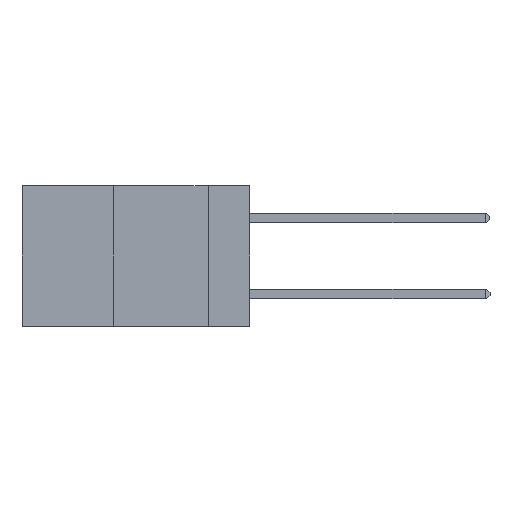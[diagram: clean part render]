
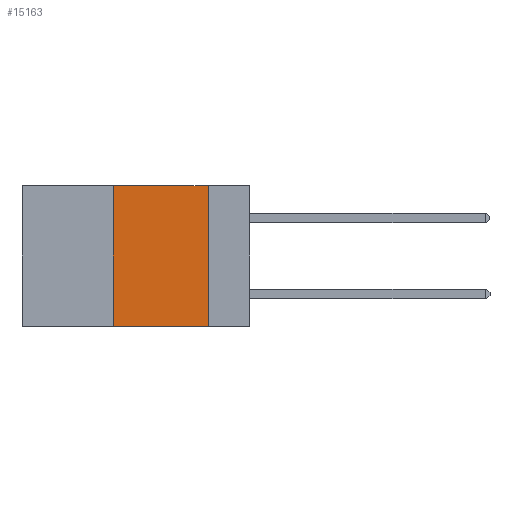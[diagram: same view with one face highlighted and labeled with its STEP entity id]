
A CAD part, left-side view. The second image highlights one B-rep face of the part: STEP entity #15163.
In plain terms, the highlighted planar face has unit normal (-1, 0, 0).
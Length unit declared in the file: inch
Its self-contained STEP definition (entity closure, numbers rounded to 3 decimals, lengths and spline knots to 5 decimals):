
#1014 = EDGE_CURVE ( 'NONE', #8457, #6040, #2807, .T. ) ;
#1183 = ORIENTED_EDGE ( 'NONE', *, *, #1014, .F. ) ;
#1406 = CARTESIAN_POINT ( 'NONE',  ( 0., 0.36, 0. ) ) ;
#1413 = EDGE_CURVE ( 'NONE', #6040, #12056, #8291, .T. ) ;
#1811 = CARTESIAN_POINT ( 'NONE',  ( 0., 0.36, -0.37 ) ) ;
#1897 = DIRECTION ( 'NONE',  ( 0., 0., 1. ) ) ;
#2407 = VECTOR ( 'NONE', #3169, 39.37008 ) ;
#2807 = LINE ( 'NONE', #3397, #2407 ) ;
#3169 = DIRECTION ( 'NONE',  ( 0., -1., 0. ) ) ;
#3397 = CARTESIAN_POINT ( 'NONE',  ( 0., 0.6, 0. ) ) ;
#4700 = CARTESIAN_POINT ( 'NONE',  ( 0., 0.11, 0. ) ) ;
#5993 = LINE ( 'NONE', #12355, #9013 ) ;
#6040 = VERTEX_POINT ( 'NONE', #4700 ) ;
#6528 = DIRECTION ( 'NONE',  ( 1., 0., 0. ) ) ;
#6878 = CARTESIAN_POINT ( 'NONE',  ( 0., 0.11, 0. ) ) ;
#7238 = LINE ( 'NONE', #11585, #16634 ) ;
#8291 = LINE ( 'NONE', #6878, #15028 ) ;
#8344 = AXIS2_PLACEMENT_3D ( 'NONE', #14265, #6528, #15498 ) ;
#8457 = VERTEX_POINT ( 'NONE', #1406 ) ;
#9013 = VECTOR ( 'NONE', #1897, 39.37008 ) ;
#9204 = ORIENTED_EDGE ( 'NONE', *, *, #1413, .F. ) ;
#10344 = FACE_OUTER_BOUND ( 'NONE', #15992, .T. ) ;
#10527 = EDGE_CURVE ( 'NONE', #16210, #12056, #7238, .T. ) ;
#11486 = ORIENTED_EDGE ( 'NONE', *, *, #10527, .T. ) ;
#11585 = CARTESIAN_POINT ( 'NONE',  ( 0., 0.6, -0.37 ) ) ;
#11889 = DIRECTION ( 'NONE',  ( 0., -1., 0. ) ) ;
#12056 = VERTEX_POINT ( 'NONE', #14410 ) ;
#12282 = EDGE_CURVE ( 'NONE', #16210, #8457, #5993, .T. ) ;
#12355 = CARTESIAN_POINT ( 'NONE',  ( 0., 0.36, 0. ) ) ;
#12975 = PLANE ( 'NONE',  #8344 ) ;
#13072 = ORIENTED_EDGE ( 'NONE', *, *, #12282, .F. ) ;
#14214 = DIRECTION ( 'NONE',  ( 0., 0., -1. ) ) ;
#14265 = CARTESIAN_POINT ( 'NONE',  ( 0., 0.6, 0. ) ) ;
#14410 = CARTESIAN_POINT ( 'NONE',  ( 0., 0.11, -0.37 ) ) ;
#15028 = VECTOR ( 'NONE', #14214, 39.37008 ) ;
#15163 = ADVANCED_FACE ( 'NONE', ( #10344 ), #12975, .F. ) ;
#15498 = DIRECTION ( 'NONE',  ( 0., 0., -1. ) ) ;
#15992 = EDGE_LOOP ( 'NONE', ( #9204, #1183, #13072, #11486 ) ) ;
#16210 = VERTEX_POINT ( 'NONE', #1811 ) ;
#16634 = VECTOR ( 'NONE', #11889, 39.37008 ) ;
